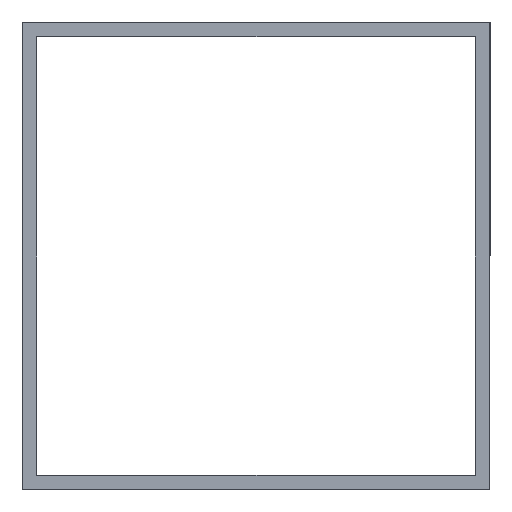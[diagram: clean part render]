
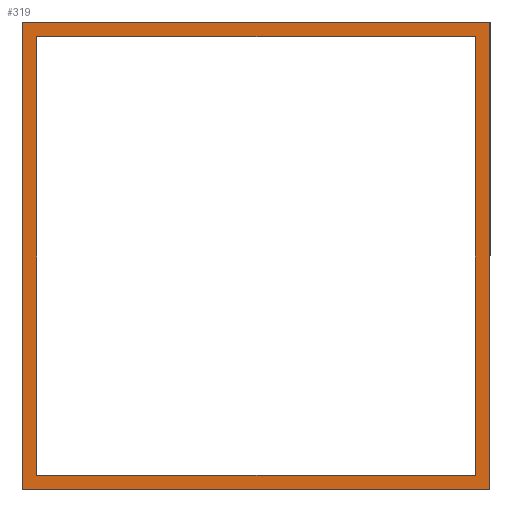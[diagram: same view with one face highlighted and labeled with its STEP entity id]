
A CAD part, left-side view. The second image highlights one B-rep face of the part: STEP entity #319.
In plain terms, the highlighted planar face has unit normal (-1, 0, 0).
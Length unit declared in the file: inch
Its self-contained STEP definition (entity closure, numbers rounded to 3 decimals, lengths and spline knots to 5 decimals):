
#19 = VERTEX_POINT ( 'NONE', #162 ) ;
#23 = ORIENTED_EDGE ( 'NONE', *, *, #245, .T. ) ;
#26 = EDGE_LOOP ( 'NONE', ( #225, #23, #293, #253 ) ) ;
#33 = LINE ( 'NONE', #296, #235 ) ;
#38 = CARTESIAN_POINT ( 'NONE',  ( 0., 1., 1. ) ) ;
#41 = LINE ( 'NONE', #209, #312 ) ;
#47 = FACE_BOUND ( 'NONE', #26, .T. ) ;
#53 = EDGE_LOOP ( 'NONE', ( #366, #217, #348, #281 ) ) ;
#57 = VERTEX_POINT ( 'NONE', #206 ) ;
#74 = PLANE ( 'NONE',  #75 ) ;
#75 = AXIS2_PLACEMENT_3D ( 'NONE', #127, #124, #179 ) ;
#80 = VERTEX_POINT ( 'NONE', #119 ) ;
#82 = VECTOR ( 'NONE', #238, 39.37008 ) ;
#89 = VERTEX_POINT ( 'NONE', #92 ) ;
#91 = LINE ( 'NONE', #147, #203 ) ;
#92 = CARTESIAN_POINT ( 'NONE',  ( 0., 1., -1. ) ) ;
#105 = VERTEX_POINT ( 'NONE', #38 ) ;
#107 = EDGE_CURVE ( 'NONE', #57, #243, #237, .T. ) ;
#119 = CARTESIAN_POINT ( 'NONE',  ( 0., -1., 1. ) ) ;
#122 = LINE ( 'NONE', #297, #82 ) ;
#123 = EDGE_CURVE ( 'NONE', #80, #335, #91, .T. ) ;
#124 = DIRECTION ( 'NONE',  ( 1., 0., 0. ) ) ;
#127 = CARTESIAN_POINT ( 'NONE',  ( 0., 0., 0. ) ) ;
#128 = VERTEX_POINT ( 'NONE', #329 ) ;
#129 = CARTESIAN_POINT ( 'NONE',  ( 0., -1., -1. ) ) ;
#147 = CARTESIAN_POINT ( 'NONE',  ( 0., -1., -1. ) ) ;
#152 = CARTESIAN_POINT ( 'NONE',  ( 0., -0.9375, 0.9375 ) ) ;
#154 = CARTESIAN_POINT ( 'NONE',  ( 0., 0.9375, -0.9375 ) ) ;
#162 = CARTESIAN_POINT ( 'NONE',  ( 0., -0.9375, 0.9375 ) ) ;
#166 = VECTOR ( 'NONE', #303, 39.37008 ) ;
#176 = EDGE_CURVE ( 'NONE', #105, #80, #122, .T. ) ;
#179 = DIRECTION ( 'NONE',  ( 0., 0., -1. ) ) ;
#186 = EDGE_CURVE ( 'NONE', #89, #105, #33, .T. ) ;
#202 = CARTESIAN_POINT ( 'NONE',  ( 0., -0.9375, -0.9375 ) ) ;
#203 = VECTOR ( 'NONE', #261, 39.37008 ) ;
#206 = CARTESIAN_POINT ( 'NONE',  ( 0., -0.9375, -0.9375 ) ) ;
#209 = CARTESIAN_POINT ( 'NONE',  ( 0., -0.9375, -0.9375 ) ) ;
#215 = EDGE_CURVE ( 'NONE', #335, #89, #263, .T. ) ;
#217 = ORIENTED_EDGE ( 'NONE', *, *, #186, .F. ) ;
#225 = ORIENTED_EDGE ( 'NONE', *, *, #367, .T. ) ;
#235 = VECTOR ( 'NONE', #259, 39.37008 ) ;
#237 = LINE ( 'NONE', #202, #320 ) ;
#238 = DIRECTION ( 'NONE',  ( 0., -1., 0. ) ) ;
#243 = VERTEX_POINT ( 'NONE', #362 ) ;
#244 = LINE ( 'NONE', #152, #166 ) ;
#245 = EDGE_CURVE ( 'NONE', #19, #57, #41, .T. ) ;
#253 = ORIENTED_EDGE ( 'NONE', *, *, #292, .T. ) ;
#259 = DIRECTION ( 'NONE',  ( 0., 0., 1. ) ) ;
#261 = DIRECTION ( 'NONE',  ( 0., 0., -1. ) ) ;
#263 = LINE ( 'NONE', #358, #264 ) ;
#264 = VECTOR ( 'NONE', #324, 39.37008 ) ;
#275 = LINE ( 'NONE', #154, #299 ) ;
#281 = ORIENTED_EDGE ( 'NONE', *, *, #123, .F. ) ;
#292 = EDGE_CURVE ( 'NONE', #243, #128, #275, .T. ) ;
#293 = ORIENTED_EDGE ( 'NONE', *, *, #107, .T. ) ;
#296 = CARTESIAN_POINT ( 'NONE',  ( 0., 1., -1. ) ) ;
#297 = CARTESIAN_POINT ( 'NONE',  ( 0., -1., 1. ) ) ;
#299 = VECTOR ( 'NONE', #334, 39.37008 ) ;
#303 = DIRECTION ( 'NONE',  ( 0., -1., 0. ) ) ;
#312 = VECTOR ( 'NONE', #359, 39.37008 ) ;
#319 = ADVANCED_FACE ( 'NONE', ( #331, #47 ), #74, .F. ) ;
#320 = VECTOR ( 'NONE', #323, 39.37008 ) ;
#323 = DIRECTION ( 'NONE',  ( 0., 1., 0. ) ) ;
#324 = DIRECTION ( 'NONE',  ( 0., 1., 0. ) ) ;
#329 = CARTESIAN_POINT ( 'NONE',  ( 0., 0.9375, 0.9375 ) ) ;
#331 = FACE_OUTER_BOUND ( 'NONE', #53, .T. ) ;
#334 = DIRECTION ( 'NONE',  ( 0., 0., 1. ) ) ;
#335 = VERTEX_POINT ( 'NONE', #129 ) ;
#348 = ORIENTED_EDGE ( 'NONE', *, *, #215, .F. ) ;
#358 = CARTESIAN_POINT ( 'NONE',  ( 0., -1., -1. ) ) ;
#359 = DIRECTION ( 'NONE',  ( 0., 0., -1. ) ) ;
#362 = CARTESIAN_POINT ( 'NONE',  ( 0., 0.9375, -0.9375 ) ) ;
#366 = ORIENTED_EDGE ( 'NONE', *, *, #176, .F. ) ;
#367 = EDGE_CURVE ( 'NONE', #128, #19, #244, .T. ) ;
